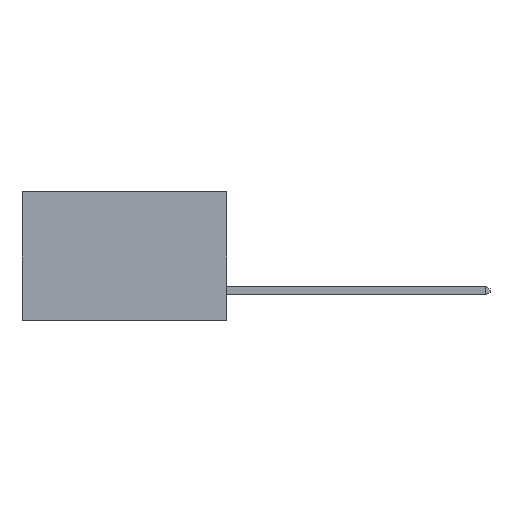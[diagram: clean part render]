
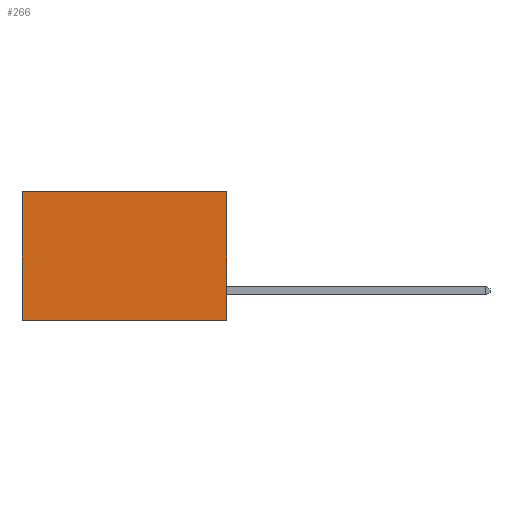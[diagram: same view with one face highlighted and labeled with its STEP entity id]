
A CAD part, left-side view. The second image highlights one B-rep face of the part: STEP entity #266.
In plain terms, the highlighted planar face has unit normal (-1, 0, 0).
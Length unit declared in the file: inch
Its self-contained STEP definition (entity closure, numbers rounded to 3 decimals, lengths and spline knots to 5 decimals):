
#125 = DIRECTION ( 'NONE',  ( 0., 1., 0. ) ) ;
#266 = ADVANCED_FACE ( 'NONE', ( #6894 ), #1539, .F. ) ;
#1292 = VERTEX_POINT ( 'NONE', #3456 ) ;
#1539 = PLANE ( 'NONE',  #4375 ) ;
#2432 = VECTOR ( 'NONE', #6273, 39.37008 ) ;
#2687 = VECTOR ( 'NONE', #4187, 39.37008 ) ;
#3456 = CARTESIAN_POINT ( 'NONE',  ( 0.277, 0.59, 0. ) ) ;
#3628 = ORIENTED_EDGE ( 'NONE', *, *, #8017, .T. ) ;
#3738 = ORIENTED_EDGE ( 'NONE', *, *, #8065, .F. ) ;
#3753 = ORIENTED_EDGE ( 'NONE', *, *, #6667, .F. ) ;
#3848 = ORIENTED_EDGE ( 'NONE', *, *, #9575, .T. ) ;
#4115 = VECTOR ( 'NONE', #125, 39.37008 ) ;
#4187 = DIRECTION ( 'NONE',  ( 0., 1., 0. ) ) ;
#4375 = AXIS2_PLACEMENT_3D ( 'NONE', #7283, #9935, #10058 ) ;
#4635 = VERTEX_POINT ( 'NONE', #6119 ) ;
#4955 = VERTEX_POINT ( 'NONE', #5225 ) ;
#5009 = CARTESIAN_POINT ( 'NONE',  ( 0.277, 0.59, -0.37 ) ) ;
#5225 = CARTESIAN_POINT ( 'NONE',  ( 0.277, 0., 0. ) ) ;
#5589 = VERTEX_POINT ( 'NONE', #5009 ) ;
#6119 = CARTESIAN_POINT ( 'NONE',  ( 0.277, 0., -0.37 ) ) ;
#6273 = DIRECTION ( 'NONE',  ( 0., 0., -1. ) ) ;
#6667 = EDGE_CURVE ( 'NONE', #4955, #4635, #7560, .T. ) ;
#6717 = CARTESIAN_POINT ( 'NONE',  ( 0.277, 0.59, -0.37 ) ) ;
#6759 = EDGE_LOOP ( 'NONE', ( #3628, #3738, #3753, #3848 ) ) ;
#6775 = LINE ( 'NONE', #6717, #2432 ) ;
#6894 = FACE_OUTER_BOUND ( 'NONE', #6759, .T. ) ;
#7254 = LINE ( 'NONE', #8357, #2687 ) ;
#7283 = CARTESIAN_POINT ( 'NONE',  ( 0.277, 0., -0.37 ) ) ;
#7305 = VECTOR ( 'NONE', #7727, 39.37008 ) ;
#7560 = LINE ( 'NONE', #7654, #7305 ) ;
#7654 = CARTESIAN_POINT ( 'NONE',  ( 0.277, 0., -0.37 ) ) ;
#7727 = DIRECTION ( 'NONE',  ( 0., 0., -1. ) ) ;
#8017 = EDGE_CURVE ( 'NONE', #1292, #5589, #6775, .T. ) ;
#8065 = EDGE_CURVE ( 'NONE', #4635, #5589, #10595, .T. ) ;
#8357 = CARTESIAN_POINT ( 'NONE',  ( 0.277, 0., 0. ) ) ;
#9575 = EDGE_CURVE ( 'NONE', #4955, #1292, #7254, .T. ) ;
#9935 = DIRECTION ( 'NONE',  ( 1., 0., 0. ) ) ;
#10058 = DIRECTION ( 'NONE',  ( 0., 0., -1. ) ) ;
#10595 = LINE ( 'NONE', #10737, #4115 ) ;
#10737 = CARTESIAN_POINT ( 'NONE',  ( 0.277, 0., -0.37 ) ) ;
